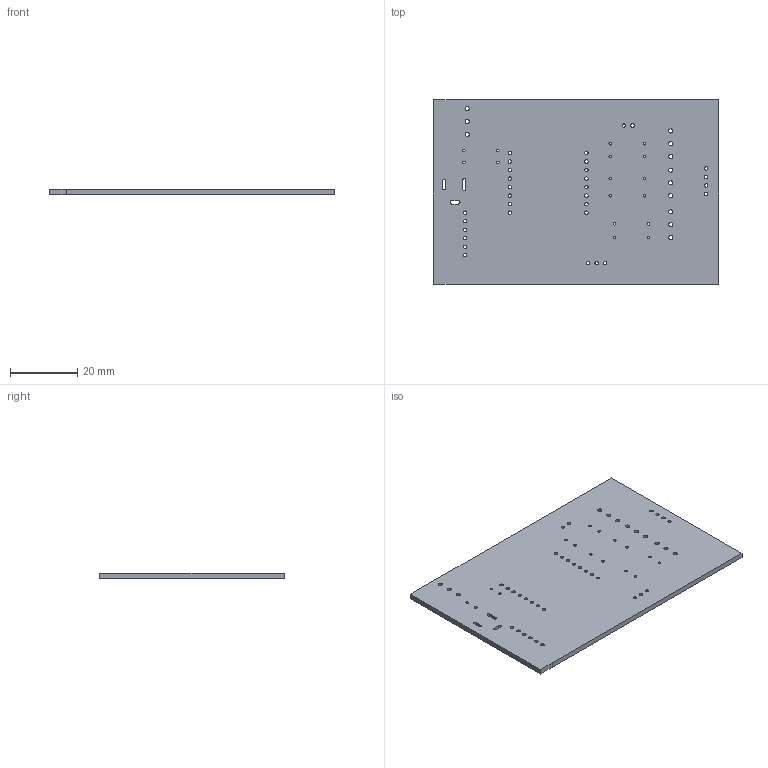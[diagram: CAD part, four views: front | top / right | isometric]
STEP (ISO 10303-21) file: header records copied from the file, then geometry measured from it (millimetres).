
FILE_DESCRIPTION(('KiCad electronic assembly'),'2;1');
FILE_NAME('placa.step','2022-01-16T14:06:13',('An Author'),('A Company') ,'Open CASCADE STEP processor 6.9','KiCad to STEP converter','Unknown' );
FILE_SCHEMA(('AUTOMOTIVE_DESIGN { 1 0 10303 214 1 1 1 1 }'));
Length unit declared in the file: millimetre
Products named in the file (9): Open CASCADE STEP translator 6.9 1; to220; rc05; 22-23-2031; 22-23-2041; 22-23-2021; 22-23-2061; dc_socket; COMPOUND
Assembly tree (18 placements, depth 2):
  Open CASCADE STEP translator 6.9 1
    to220  x4
    rc05  x8
    22-23-2031
    22-23-2041
    22-23-2021
    22-23-2061
    dc_socket
    COMPOUND
Bounding box: 85 x 55 x 1.6 mm (x, y, z)
Volume: 7389.2 mm3; surface area: 10018.4 mm2
Topology: 1 solids, 1 shells, 79 faces, 231 edges, 154 vertices
Faces by surface type: cylinder 65, plane 14
Full cylindrical faces by diameter (mm): 0.8 x16, 1.016 x31, 1.25 x12
Entity records: 6199 total; most frequent: DIRECTION 1019, CARTESIAN_POINT 945, ORIENTED_EDGE 462, PCURVE 462, DEFINITIONAL_REPRESENTATION 462, LINE 433, VECTOR 433, CIRCLE 260
